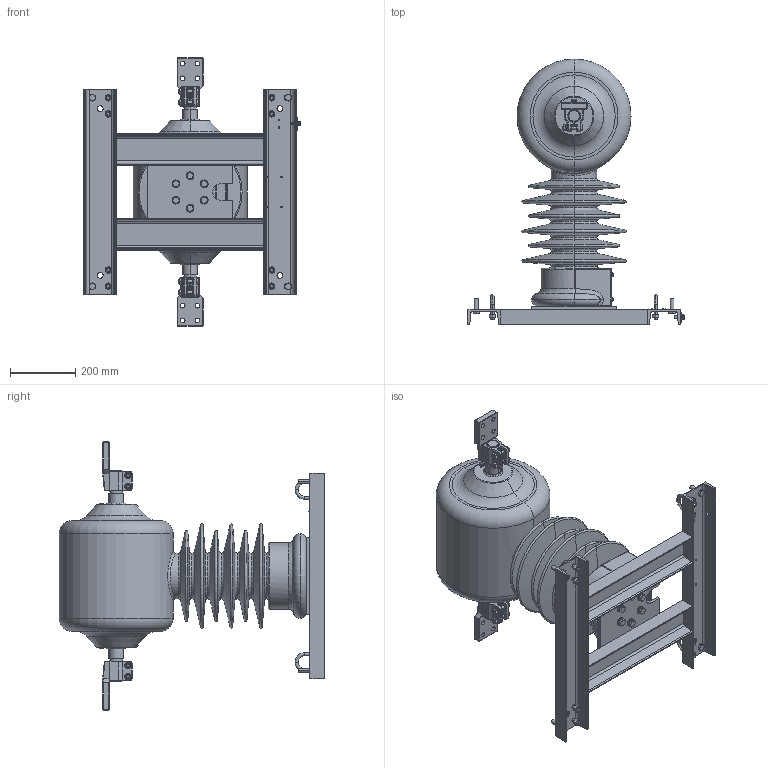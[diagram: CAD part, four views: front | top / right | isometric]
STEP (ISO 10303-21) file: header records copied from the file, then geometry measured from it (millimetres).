
FILE_DESCRIPTION (( 'STEP AP214' ), '1' );
FILE_NAME ('ﾒﾎﾋ-35 III-II(III; V-4; V-5) 褞跫. 2000-3000 ﾀ.STEP', '2022-08-04T04:41:03', ( '' ), ( '' ), 'SwSTEP 2.0', 'SolidWorks 2010', '' );
FILE_SCHEMA (( 'AUTOMOTIVE_DESIGN' ));
Length unit declared in the file: millimetre
Products named in the file (1): ﾒﾎﾋ-35 III-II(III; V-4; V-5) 褞跫. 2000-3000 ﾀ
Bounding box: 663.9 x 816 x 824 mm (x, y, z)
Volume: 54414949.2 mm3; surface area: 2747195.8 mm2
Topology: 90 solids, 90 shells, 1910 faces, 4472 edges, 2780 vertices
Faces by surface type: plane 771, cylinder 549, cone 350, torus 135, bspline 57, sphere 48
Entity records: 81435 total; most frequent: CARTESIAN_POINT 15619, DIRECTION 9422, ORIENTED_EDGE 8868, EDGE_CURVE 4434, AXIS2_PLACEMENT_3D 3678, VERTEX_POINT 2780, EDGE_LOOP 2164, VECTOR 2066
